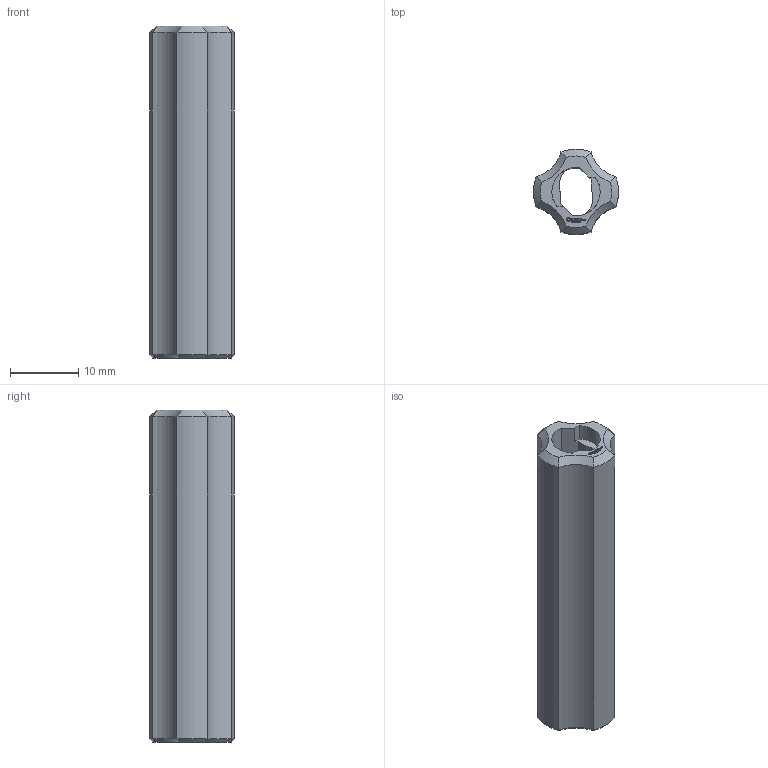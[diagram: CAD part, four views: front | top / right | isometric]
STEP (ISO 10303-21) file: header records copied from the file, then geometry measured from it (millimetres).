
FILE_DESCRIPTION(('FreeCAD Model'),'2;1');
FILE_NAME('Open CASCADE Shape Model','2021-05-23T23:42:39',( 'Paulo Kiefe'),('STEMFIE.org'),'Open CASCADE STEP processor 7.4', 'FreeCAD','Unknown');
FILE_SCHEMA(('AUTOMOTIVE_DESIGN { 1 0 10303 214 1 1 1 1 }'));
Length unit declared in the file: millimetre
Products named in the file (1): Nut_PH_CL_BU1x3.50_-_SPN-NUT-0032_(stemfie.org)_v1
Bounding box: 12.47 x 12.47 x 48.75 mm (x, y, z)
Volume: 3218.3 mm3; surface area: 3124.5 mm2
Topology: 1 solids, 1 shells, 475 faces, 1313 edges, 870 vertices
Faces by surface type: plane 305, bspline 140, cone 19, cylinder 11
Full cylindrical faces by diameter (mm): 7.1 x1
Entity records: 34198 total; most frequent: CARTESIAN_POINT 9830, DIRECTION 3734, LINE 2966, VECTOR 2966, ORIENTED_EDGE 2626, PCURVE 2626, DEFINITIONAL_REPRESENTATION 2626, EDGE_CURVE 1313
